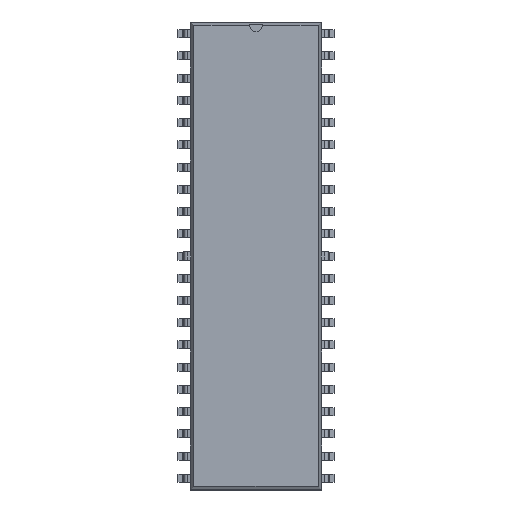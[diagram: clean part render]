
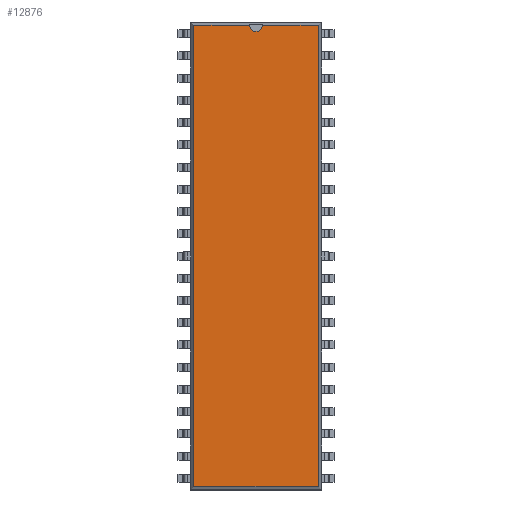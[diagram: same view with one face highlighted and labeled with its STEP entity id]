
A CAD part, top view. The second image highlights one B-rep face of the part: STEP entity #12876.
In plain terms, the highlighted planar face has unit normal (0, 0, 1).
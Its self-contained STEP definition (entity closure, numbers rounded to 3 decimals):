
#27=VECTOR('',#28,1.);
#28=DIRECTION('',(0.,1.,0.));
#34=VECTOR('',#35,1.);
#35=DIRECTION('',(-1.,0.,0.));
#41=VECTOR('',#42,1.);
#42=DIRECTION('',(0.,-1.,0.));
#46=VECTOR('',#47,1.);
#47=DIRECTION('',(1.,0.,0.));
#50=DIRECTION('',(0.,0.,-1.));
#2267=DIRECTION('',(0.,0.,-1.));
#8623=VERTEX_POINT('',#8624);
#8624=CARTESIAN_POINT('',(7.106,26.331,3.68));
#8626=ORIENTED_EDGE('',*,*,#8627,.F.);
#8627=EDGE_CURVE('',#8628,#8623,#8630,.T.);
#8628=VERTEX_POINT('',#8629);
#8629=CARTESIAN_POINT('',(7.106,-26.331,3.68));
#8630=LINE('',#8629,#27);
#10698=VERTEX_POINT('',#10699);
#10699=CARTESIAN_POINT('',(-7.106,26.331,3.68));
#10701=ORIENTED_EDGE('',*,*,#10702,.F.);
#10702=EDGE_CURVE('',#10703,#10698,#10705,.T.);
#10703=VERTEX_POINT('',#10704);
#10704=CARTESIAN_POINT('',(-0.746,26.331,3.68));
#10705=LINE('',#8624,#34);
#10724=VERTEX_POINT('',#10725);
#10725=CARTESIAN_POINT('',(0.746,26.331,3.68));
#10731=ORIENTED_EDGE('',*,*,#10732,.F.);
#10732=EDGE_CURVE('',#8623,#10724,#10705,.T.);
#10803=VERTEX_POINT('',#10804);
#10804=CARTESIAN_POINT('',(-7.106,-26.331,3.68));
#10806=ORIENTED_EDGE('',*,*,#10807,.F.);
#10807=EDGE_CURVE('',#10698,#10803,#10808,.T.);
#10808=LINE('',#10699,#41);
#12871=ORIENTED_EDGE('',*,*,#12872,.F.);
#12872=EDGE_CURVE('',#10803,#8628,#12873,.T.);
#12873=LINE('',#10804,#46);
#12876=ADVANCED_FACE('',(#12877),#12888,.F.);
#12877=FACE_BOUND('',#12878,.F.);
#12878=EDGE_LOOP('',(#8626,#12871,#10806,#10701,#12879,#12886,#10731));
#12879=ORIENTED_EDGE('',*,*,#12880,.F.);
#12880=EDGE_CURVE('',#12881,#10703,#12883,.T.);
#12881=VERTEX_POINT('',#12882);
#12882=CARTESIAN_POINT('',(0.,25.656,3.68));
#12883=CIRCLE('',#12884,0.75);
#12884=AXIS2_PLACEMENT_3D('',#12885,#2267,#42);
#12885=CARTESIAN_POINT('',(0.,26.406,3.68));
#12886=ORIENTED_EDGE('',*,*,#12887,.F.);
#12887=EDGE_CURVE('',#10724,#12881,#12883,.T.);
#12888=PLANE('',#12889);
#12889=AXIS2_PLACEMENT_3D('',#8629,#50,#12890);
#12890=DIRECTION('',(-0.261,0.965,0.));
